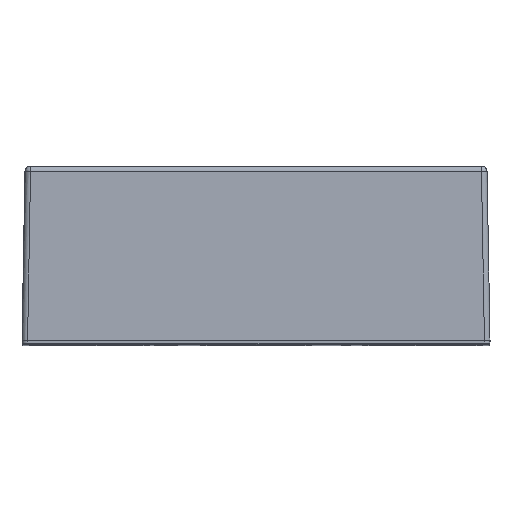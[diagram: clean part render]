
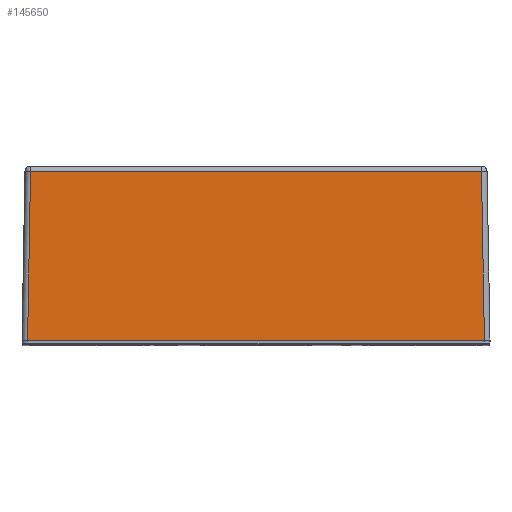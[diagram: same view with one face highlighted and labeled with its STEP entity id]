
A CAD part, top view. The second image highlights one B-rep face of the part: STEP entity #145650.
In plain terms, the highlighted face is planar.
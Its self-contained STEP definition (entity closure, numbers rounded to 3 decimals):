
#113867=DIRECTION('',(0.,0.,1.));
#113868=VECTOR('',#113867,245.272);
#113869=CARTESIAN_POINT('',(-155.031,0.97,
-137.636));
#113870=LINE('',#113869,#113868);
#113967=DIRECTION('',(-0.017,-1.,0.017));
#113968=VECTOR('',#113967,90.61);
#113969=CARTESIAN_POINT('',(-153.45,91.552,
106.055));
#113970=LINE('',#113969,#113968);
#113974=DIRECTION('',(0.017,1.,0.017));
#113975=VECTOR('',#113974,90.61);
#113976=CARTESIAN_POINT('',(-155.031,0.97,
-137.636));
#113977=LINE('',#113976,#113975);
#113988=DIRECTION('',(0.,0.,-1.));
#113989=VECTOR('',#113988,242.11);
#113990=CARTESIAN_POINT('',(-153.45,91.552,
106.055));
#113991=LINE('',#113990,#113989);
#141180=CARTESIAN_POINT('',(-155.031,0.97,
-137.636));
#141181=CARTESIAN_POINT('',(-155.031,0.97,
107.636));
#141182=VERTEX_POINT('',#141180);
#141183=VERTEX_POINT('',#141181);
#141196=CARTESIAN_POINT('',(-153.45,91.552,
106.055));
#141197=CARTESIAN_POINT('',(-153.45,91.552,
-136.055));
#141198=VERTEX_POINT('',#141196);
#141199=VERTEX_POINT('',#141197);
#145636=CARTESIAN_POINT('',(-155.048,0.,-170.653));
#145637=DIRECTION('',(-1.,0.017,0.));
#145638=DIRECTION('',(-0.017,-1.,0.));
#145639=AXIS2_PLACEMENT_3D('',#145636,#145637,#145638);
#145640=PLANE('',#145639);
#145642=ORIENTED_EDGE('',*,*,#145641,.F.);
#145644=ORIENTED_EDGE('',*,*,#145643,.T.);
#145645=ORIENTED_EDGE('',*,*,#145603,.F.);
#145647=ORIENTED_EDGE('',*,*,#145646,.T.);
#145648=EDGE_LOOP('',(#145642,#145644,#145645,#145647));
#145649=FACE_OUTER_BOUND('',#145648,.F.);
#145603=EDGE_CURVE('',#141182,#141183,#113870,.T.);
#145641=EDGE_CURVE('',#141198,#141199,#113991,.T.);
#145643=EDGE_CURVE('',#141198,#141183,#113970,.T.);
#145646=EDGE_CURVE('',#141182,#141199,#113977,.T.);
#145650=ADVANCED_FACE('',(#145649),#145640,.T.);
